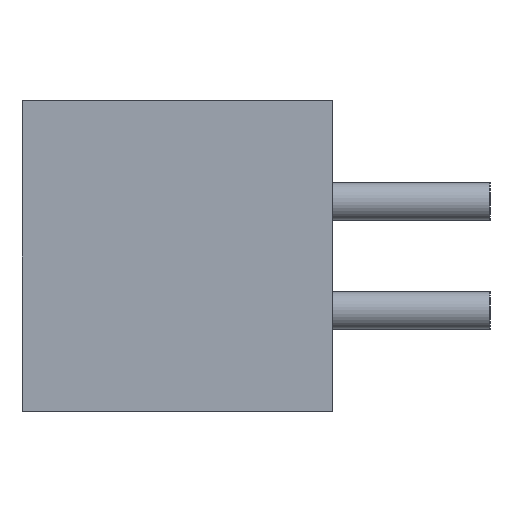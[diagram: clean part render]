
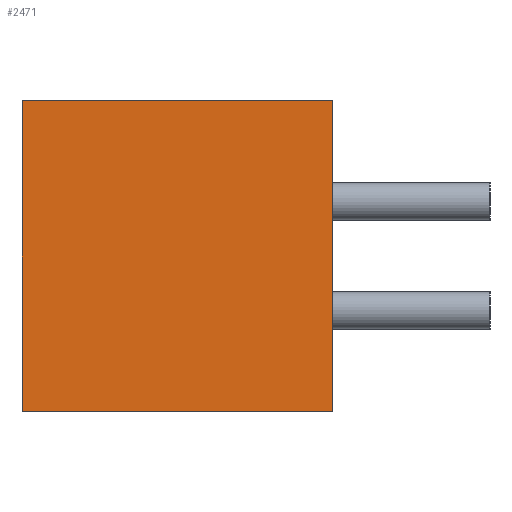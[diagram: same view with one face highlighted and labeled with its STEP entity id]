
A CAD part, left-side view. The second image highlights one B-rep face of the part: STEP entity #2471.
In plain terms, the highlighted planar face has unit normal (-1, 0, 0).
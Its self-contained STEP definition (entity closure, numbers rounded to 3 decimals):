
#20 = EDGE_CURVE ( 'NONE', #2008, #441, #2217, .T. ) ;
#163 = CARTESIAN_POINT ( 'NONE',  ( 0., 5.7, -5.7 ) ) ;
#226 = VECTOR ( 'NONE', #2149, 1000. ) ;
#273 = DIRECTION ( 'NONE',  ( 0., -1., 0. ) ) ;
#373 = PLANE ( 'NONE',  #1986 ) ;
#419 = LINE ( 'NONE', #163, #226 ) ;
#441 = VERTEX_POINT ( 'NONE', #731 ) ;
#533 = DIRECTION ( 'NONE',  ( 0., 0., 1. ) ) ;
#681 = VERTEX_POINT ( 'NONE', #1643 ) ;
#731 = CARTESIAN_POINT ( 'NONE',  ( 0., 5.7, 0. ) ) ;
#764 = DIRECTION ( 'NONE',  ( 0., 0., -1. ) ) ;
#807 = ORIENTED_EDGE ( 'NONE', *, *, #20, .F. ) ;
#869 = CARTESIAN_POINT ( 'NONE',  ( 0., 5.7, 0. ) ) ;
#870 = VERTEX_POINT ( 'NONE', #1233 ) ;
#879 = VECTOR ( 'NONE', #1685, 1000. ) ;
#894 = EDGE_CURVE ( 'NONE', #441, #681, #2307, .T. ) ;
#1064 = LINE ( 'NONE', #2528, #2042 ) ;
#1072 = EDGE_CURVE ( 'NONE', #870, #681, #1064, .T. ) ;
#1233 = CARTESIAN_POINT ( 'NONE',  ( 0., 0., -5.7 ) ) ;
#1269 = CARTESIAN_POINT ( 'NONE',  ( 0., 5.7, 0. ) ) ;
#1308 = ORIENTED_EDGE ( 'NONE', *, *, #894, .F. ) ;
#1348 = DIRECTION ( 'NONE',  ( 1., 0., 0. ) ) ;
#1428 = EDGE_CURVE ( 'NONE', #2008, #870, #419, .T. ) ;
#1494 = EDGE_LOOP ( 'NONE', ( #2380, #1308, #807, #2089 ) ) ;
#1643 = CARTESIAN_POINT ( 'NONE',  ( 0., 0., 0. ) ) ;
#1685 = DIRECTION ( 'NONE',  ( 0., 0., 1. ) ) ;
#1986 = AXIS2_PLACEMENT_3D ( 'NONE', #2351, #1348, #764 ) ;
#2008 = VERTEX_POINT ( 'NONE', #2538 ) ;
#2042 = VECTOR ( 'NONE', #533, 1000. ) ;
#2089 = ORIENTED_EDGE ( 'NONE', *, *, #1428, .T. ) ;
#2103 = VECTOR ( 'NONE', #273, 1000. ) ;
#2149 = DIRECTION ( 'NONE',  ( 0., -1., 0. ) ) ;
#2217 = LINE ( 'NONE', #869, #879 ) ;
#2307 = LINE ( 'NONE', #1269, #2103 ) ;
#2330 = FACE_OUTER_BOUND ( 'NONE', #1494, .T. ) ;
#2351 = CARTESIAN_POINT ( 'NONE',  ( 0., 5.7, 0. ) ) ;
#2380 = ORIENTED_EDGE ( 'NONE', *, *, #1072, .T. ) ;
#2471 = ADVANCED_FACE ( 'NONE', ( #2330 ), #373, .F. ) ;
#2528 = CARTESIAN_POINT ( 'NONE',  ( 0., 0., 0. ) ) ;
#2538 = CARTESIAN_POINT ( 'NONE',  ( 0., 5.7, -5.7 ) ) ;
